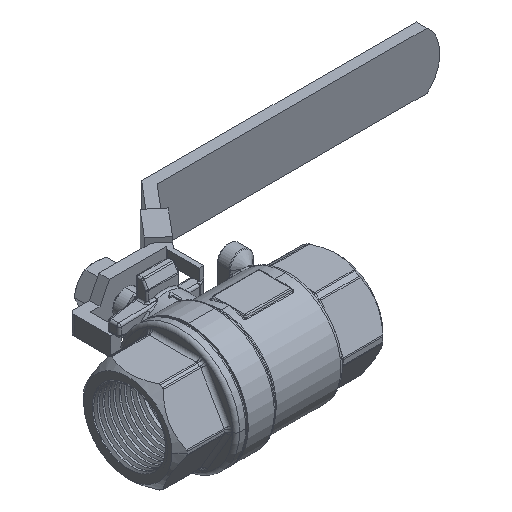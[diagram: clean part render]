
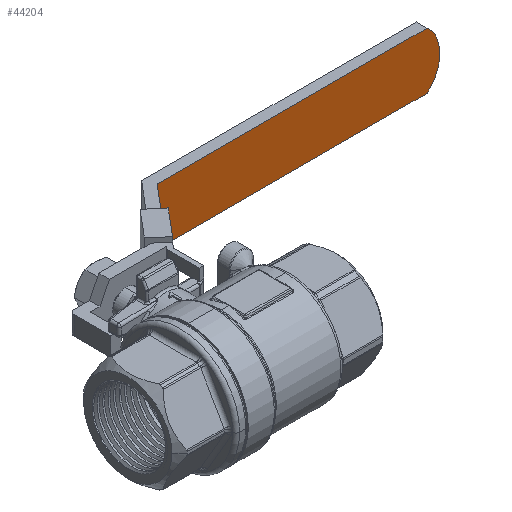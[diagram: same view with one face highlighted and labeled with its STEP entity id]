
A CAD part, isometric view. The second image highlights one B-rep face of the part: STEP entity #44204.
In plain terms, the highlighted planar face has unit normal (0, -1, 0).
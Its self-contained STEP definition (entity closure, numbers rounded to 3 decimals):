
#43548=DIRECTION('',(1.,0.,0.));
#43549=VECTOR('',#43548,114.807);
#43550=CARTESIAN_POINT('',(38.276,38.,-12.));
#43551=LINE('',#43550,#43549);
#43552=DIRECTION('',(0.,0.,1.));
#43553=VECTOR('',#43552,24.);
#43554=CARTESIAN_POINT('',(38.276,38.,-12.));
#43555=LINE('',#43554,#43553);
#43556=DIRECTION('',(1.,0.,0.));
#43557=VECTOR('',#43556,114.807);
#43558=CARTESIAN_POINT('',(38.276,38.,12.));
#43559=LINE('',#43558,#43557);
#43560=CARTESIAN_POINT('',(142.5,38.,0.));
#43561=DIRECTION('',(0.,1.,0.));
#43562=DIRECTION('',(0.661,0.,0.75));
#43563=AXIS2_PLACEMENT_3D('',#43560,#43561,#43562);
#43755=CARTESIAN_POINT('',(38.276,38.,-12.));
#43756=CARTESIAN_POINT('',(153.083,38.,-12.));
#43757=VERTEX_POINT('',#43755);
#43758=VERTEX_POINT('',#43756);
#43759=CARTESIAN_POINT('',(153.083,38.,12.));
#43760=VERTEX_POINT('',#43759);
#43761=CARTESIAN_POINT('',(38.276,38.,12.));
#43762=VERTEX_POINT('',#43761);
#44193=CARTESIAN_POINT('',(38.276,38.,-108.255));
#44194=DIRECTION('',(0.,-1.,0.));
#44195=DIRECTION('',(1.,0.,0.));
#44196=AXIS2_PLACEMENT_3D('',#44193,#44194,#44195);
#44197=PLANE('',#44196);
#44198=ORIENTED_EDGE('',*,*,#44000,.F.);
#44199=ORIENTED_EDGE('',*,*,#44103,.T.);
#44200=ORIENTED_EDGE('',*,*,#44137,.T.);
#44201=ORIENTED_EDGE('',*,*,#44185,.T.);
#44202=EDGE_LOOP('',(#44198,#44199,#44200,#44201));
#44203=FACE_OUTER_BOUND('',#44202,.F.);
#43564=CIRCLE('',#43563,16.);
#44000=EDGE_CURVE('',#43757,#43758,#43551,.T.);
#44103=EDGE_CURVE('',#43757,#43762,#43555,.T.);
#44137=EDGE_CURVE('',#43762,#43760,#43559,.T.);
#44185=EDGE_CURVE('',#43760,#43758,#43564,.T.);
#44204=ADVANCED_FACE('',(#44203),#44197,.T.);
